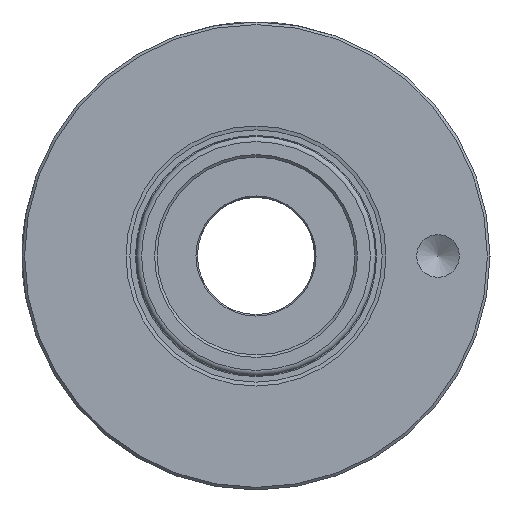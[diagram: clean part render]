
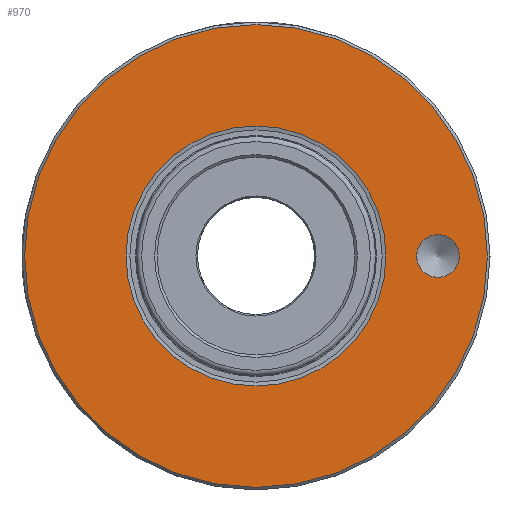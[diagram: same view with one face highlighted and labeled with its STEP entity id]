
A CAD part, left-side view. The second image highlights one B-rep face of the part: STEP entity #970.
In plain terms, the highlighted planar face has unit normal (-1, 0, 0).
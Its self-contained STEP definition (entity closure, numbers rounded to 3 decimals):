
#82=FACE_BOUND('',#193,.T.);
#83=FACE_BOUND('',#194,.T.);
#96=PLANE('',#1126);
#127=FACE_OUTER_BOUND('',#192,.T.);
#192=EDGE_LOOP('',(#710));
#193=EDGE_LOOP('',(#711));
#194=EDGE_LOOP('',(#712));
#367=CIRCLE('',#1116,4.1);
#371=CIRCLE('',#1122,44.5);
#374=CIRCLE('',#1127,25.);
#436=VERTEX_POINT('',#1647);
#440=VERTEX_POINT('',#1659);
#447=VERTEX_POINT('',#1747);
#534=EDGE_CURVE('',#436,#436,#367,.T.);
#541=EDGE_CURVE('',#440,#440,#371,.T.);
#549=EDGE_CURVE('',#447,#447,#374,.T.);
#710=ORIENTED_EDGE('',*,*,#541,.F.);
#711=ORIENTED_EDGE('',*,*,#534,.T.);
#712=ORIENTED_EDGE('',*,*,#549,.T.);
#970=ADVANCED_FACE('',(#127,#82,#83),#96,.T.);
#1116=AXIS2_PLACEMENT_3D('',#1648,#1271,#1272);
#1122=AXIS2_PLACEMENT_3D('',#1661,#1286,#1287);
#1126=AXIS2_PLACEMENT_3D('',#1746,#1295,#1296);
#1127=AXIS2_PLACEMENT_3D('',#1748,#1297,#1298);
#1271=DIRECTION('center_axis',(1.,0.,0.));
#1272=DIRECTION('ref_axis',(0.,1.,0.));
#1286=DIRECTION('center_axis',(1.,0.,0.));
#1287=DIRECTION('ref_axis',(0.,-1.,0.));
#1295=DIRECTION('center_axis',(-1.,0.,0.));
#1296=DIRECTION('ref_axis',(0.,0.,1.));
#1297=DIRECTION('center_axis',(1.,0.,0.));
#1298=DIRECTION('ref_axis',(0.,0.,-1.));
#1647=CARTESIAN_POINT('',(50.,-39.1,0.));
#1648=CARTESIAN_POINT('Origin',(50.,-35.,0.));
#1659=CARTESIAN_POINT('',(50.,44.5,0.));
#1661=CARTESIAN_POINT('Origin',(50.,0.,0.));
#1746=CARTESIAN_POINT('Origin',(50.,45.,0.));
#1747=CARTESIAN_POINT('',(50.,-25.,0.));
#1748=CARTESIAN_POINT('Origin',(50.,0.,0.));
